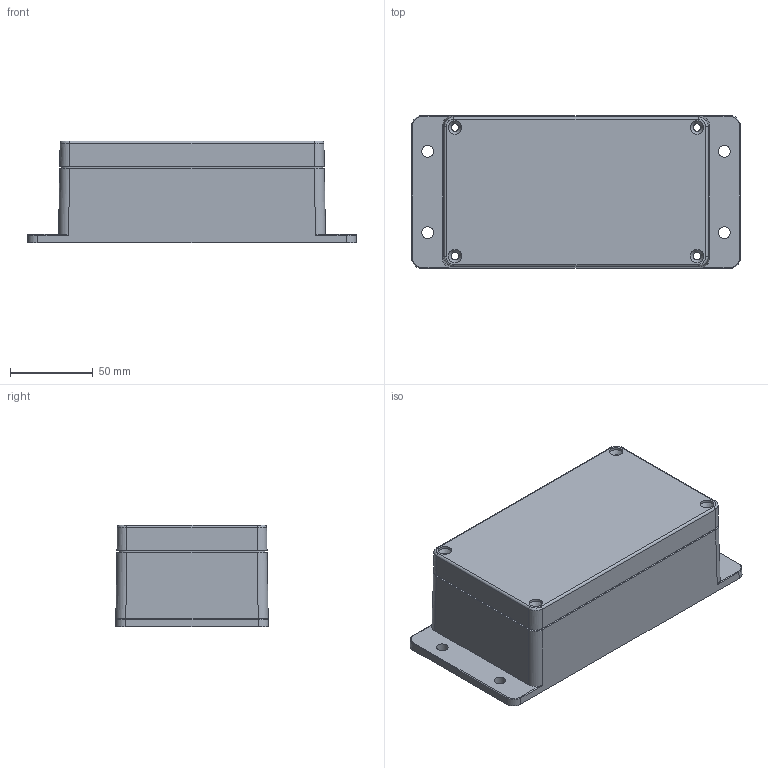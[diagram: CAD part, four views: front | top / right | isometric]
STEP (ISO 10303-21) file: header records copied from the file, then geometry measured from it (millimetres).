
FILE_DESCRIPTION(/* description */ (''),/* implementation_level */ '2;1');
FILE_NAME(/* name */ 'box drawing - 3d print v3.step',/* time_stamp */ '2023-03-07T16:06:01-06:00',/* author */ (''),/* organization */ (''),/* preprocessor_version */ 'ST-DEVELOPER v19.2',/* originating_system */ 'Autodesk Translation Framework v11.17.0.187',/* authorisation */ '');
FILE_SCHEMA (('AUTOMOTIVE_DESIGN { 1 0 10303 214 3 1 1 }'));
Products named in the file (27): box drawing - 3d print; lilygo_plate; SOIC-8_3.9x4.9mm_P1.27mm; SOLID (1); ADXL354CEZ-RL7; COMPOUND; SOT-23; SOLID (6); JST_PH_B3B-PH-K_1x03_P2.00mm_Vertical; SOLID (8); JST_PH_B2B-PH-K_1x02_P2.00mm_Vertical; SOLID (9); L_0603_1608Metric; SOLID (5); PinHeader_1x16_P2.54mm_Vertical; SOLID (7); LED_0603_1608Metric; SOLID (3); QSOP-16_3.9x4.9mm_P0.635mm; SOLID (10); R_0603_1608Metric; SOLID (4); C_0805_2012Metric; SOLID (2); C_0603_1608Metric; SOLID; lilygo_plate PCB
Assembly tree (60 placements, depth 4):
  box drawing - 3d print
    lilygo_plate
      C_0603_1608Metric  x13
        SOLID
      SOIC-8_3.9x4.9mm_P1.27mm
        SOLID (1)
      C_0805_2012Metric  x2
        SOLID (2)
      LED_0603_1608Metric  x2
        SOLID (3)
      R_0603_1608Metric  x18
        SOLID (4)
      L_0603_1608Metric  x3
        SOLID (5)
      ADXL354CEZ-RL7
        COMPOUND
      SOT-23
        SOLID (6)
      PinHeader_1x16_P2.54mm_Vertical  x2
        SOLID (7)
      JST_PH_B3B-PH-K_1x03_P2.00mm_Vertical
        SOLID (8)
      JST_PH_B2B-PH-K_1x02_P2.00mm_Vertical
        SOLID (9)
      QSOP-16_3.9x4.9mm_P0.635mm
        SOLID (10)
      lilygo_plate PCB
Bounding box: 198 x 92 x 61.2 mm (x, y, z)
Volume: 235391.5 mm3; surface area: 166684.2 mm2
Topology: 67 solids, 67 shells, 3292 faces, 8401 edges, 5408 vertices
Faces by surface type: plane 2464, cylinder 675, cone 92, bspline 57, torus 4
Full cylindrical faces by diameter (mm): 0.5 x1, 0.6 x1, 0.75 x5, 1 x38, 1.5 x1, 2.5 x8, 3.2 x12, 6 x4, 6.5 x4, 7 x4, 8 x4, 25.7 x1
Entity records: 65771 total; most frequent: CARTESIAN_POINT 14456, ORIENTED_EDGE 10196, DIRECTION 9878, EDGE_CURVE 5098, LINE 4094, VECTOR 4094, VERTEX_POINT 3274, AXIS2_PLACEMENT_3D 2892
